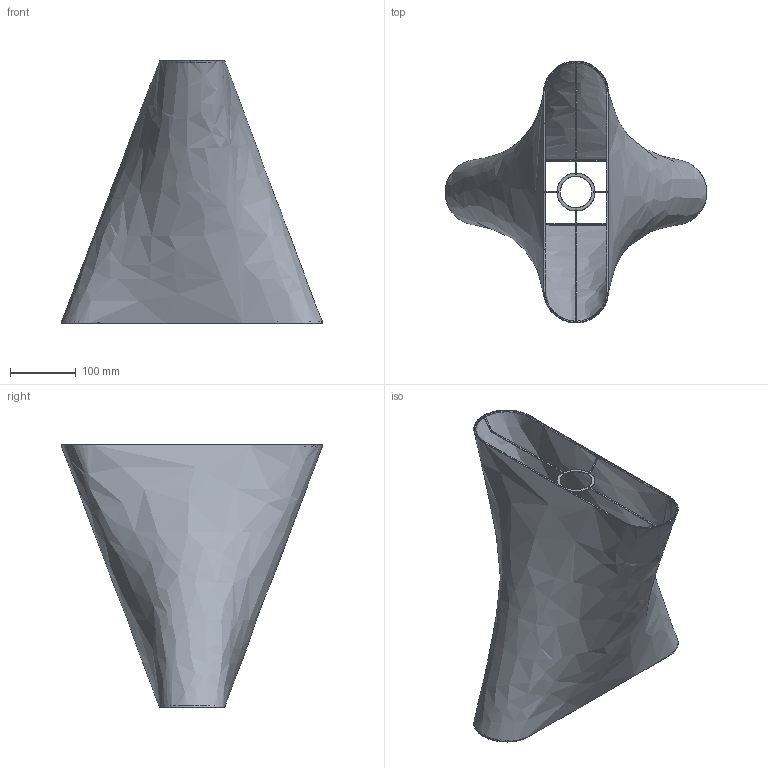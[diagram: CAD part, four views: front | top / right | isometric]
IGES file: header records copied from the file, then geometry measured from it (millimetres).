
Global section: file name: 82HJames'Innermost_MnM.igs; native system: Rhinoceros ( Jan 26 2009 ); preprocessor: Trout Lake IGES 012 Jan 26 2009; date: 101011.091849; units: millimetre
Bounding box: 399.77 x 399.94 x 400 mm (x, y, z)
Surface area: 355215.9 mm2 (no closed solid volume)
Topology: 0 solids, 0 shells, 23 faces, 405 edges, 392 vertices
Faces by surface type: bspline 23
